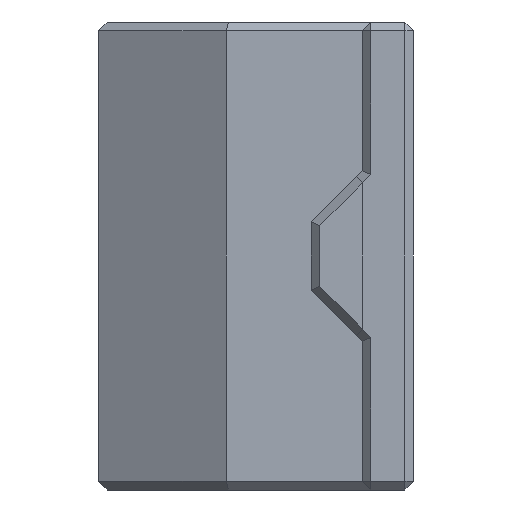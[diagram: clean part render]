
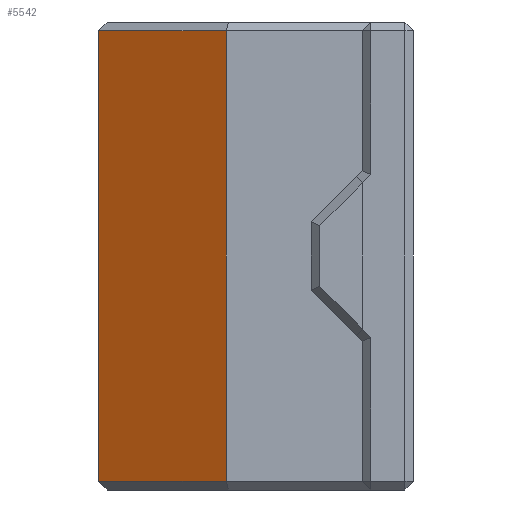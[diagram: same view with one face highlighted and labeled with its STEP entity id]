
A CAD part, left-side view. The second image highlights one B-rep face of the part: STEP entity #5542.
In plain terms, the highlighted planar face has unit normal (-0.858, 0.514, 0).
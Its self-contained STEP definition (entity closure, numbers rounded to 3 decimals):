
#1215 = PLANE('',#1216);
#1216 = AXIS2_PLACEMENT_3D('',#1217,#1218,#1219);
#1217 = CARTESIAN_POINT('',(-67.5,0.,-27.5));
#1218 = DIRECTION('',(1.,0.,0.));
#1219 = DIRECTION('',(0.,-1.,0.));
#1503 = PLANE('',#1504);
#1504 = AXIS2_PLACEMENT_3D('',#1505,#1506,#1507);
#1505 = CARTESIAN_POINT('',(-58.071,14.743,27.));
#1506 = DIRECTION('',(0.606,-0.364,-0.707));
#1507 = DIRECTION('',(-0.514,-0.857,
    0.));
#2008 = PLANE('',#2009);
#2009 = AXIS2_PLACEMENT_3D('',#2010,#2011,#2012);
#2010 = CARTESIAN_POINT('',(-58.071,14.743,-27.));
#2011 = DIRECTION('',(-0.606,0.364,-0.707));
#2012 = DIRECTION('',(-0.514,-0.857,0.
    ));
#2989 = EDGE_CURVE('',#2990,#2992,#2994,.T.);
#2990 = VERTEX_POINT('',#2991);
#2991 = CARTESIAN_POINT('',(-67.5,0.,-26.5));
#2992 = VERTEX_POINT('',#2993);
#2993 = CARTESIAN_POINT('',(-67.5,0.,26.5));
#2994 = SURFACE_CURVE('',#2995,(#2999,#3006),.PCURVE_S1.);
#2995 = LINE('',#2996,#2997);
#2996 = CARTESIAN_POINT('',(-67.5,0.,-27.5));
#2997 = VECTOR('',#2998,1.);
#2998 = DIRECTION('',(0.,0.,1.));
#2999 = PCURVE('',#1215,#3000);
#3000 = DEFINITIONAL_REPRESENTATION('',(#3001),#3005);
#3001 = LINE('',#3002,#3003);
#3002 = CARTESIAN_POINT('',(0.,0.));
#3003 = VECTOR('',#3004,1.);
#3004 = DIRECTION('',(0.,-1.));
#3005 = ( GEOMETRIC_REPRESENTATION_CONTEXT(2) 
PARAMETRIC_REPRESENTATION_CONTEXT() REPRESENTATION_CONTEXT('2D SPACE',''
  ) );
#3006 = PCURVE('',#3007,#3012);
#3007 = PLANE('',#3008);
#3008 = AXIS2_PLACEMENT_3D('',#3009,#3010,#3011);
#3009 = CARTESIAN_POINT('',(-58.5,15.,-27.5));
#3010 = DIRECTION('',(0.857,-0.514,0.));
#3011 = DIRECTION('',(-0.514,-0.857,0.));
#3012 = DEFINITIONAL_REPRESENTATION('',(#3013),#3017);
#3013 = LINE('',#3014,#3015);
#3014 = CARTESIAN_POINT('',(17.493,-0.));
#3015 = VECTOR('',#3016,1.);
#3016 = DIRECTION('',(0.,-1.));
#3017 = ( GEOMETRIC_REPRESENTATION_CONTEXT(2) 
PARAMETRIC_REPRESENTATION_CONTEXT() REPRESENTATION_CONTEXT('2D SPACE',''
  ) );
#3386 = VERTEX_POINT('',#3387);
#3387 = CARTESIAN_POINT('',(-58.5,15.,26.5));
#3401 = PLANE('',#3402);
#3402 = AXIS2_PLACEMENT_3D('',#3403,#3404,#3405);
#3403 = CARTESIAN_POINT('',(-41.5,15.,-27.5));
#3404 = DIRECTION('',(0.,-1.,0.));
#3405 = DIRECTION('',(-1.,0.,0.));
#3515 = EDGE_CURVE('',#3386,#2992,#3516,.T.);
#3516 = SURFACE_CURVE('',#3517,(#3521,#3528),.PCURVE_S1.);
#3517 = LINE('',#3518,#3519);
#3518 = CARTESIAN_POINT('',(-58.5,15.,26.5));
#3519 = VECTOR('',#3520,1.);
#3520 = DIRECTION('',(-0.514,-0.857,0.));
#3521 = PCURVE('',#1503,#3522);
#3522 = DEFINITIONAL_REPRESENTATION('',(#3523),#3527);
#3523 = LINE('',#3524,#3525);
#3524 = CARTESIAN_POINT('',(0.,0.707));
#3525 = VECTOR('',#3526,1.);
#3526 = DIRECTION('',(1.,0.));
#3527 = ( GEOMETRIC_REPRESENTATION_CONTEXT(2) 
PARAMETRIC_REPRESENTATION_CONTEXT() REPRESENTATION_CONTEXT('2D SPACE',''
  ) );
#3528 = PCURVE('',#3007,#3529);
#3529 = DEFINITIONAL_REPRESENTATION('',(#3530),#3534);
#3530 = LINE('',#3531,#3532);
#3531 = CARTESIAN_POINT('',(0.,-54.));
#3532 = VECTOR('',#3533,1.);
#3533 = DIRECTION('',(1.,-0.));
#3534 = ( GEOMETRIC_REPRESENTATION_CONTEXT(2) 
PARAMETRIC_REPRESENTATION_CONTEXT() REPRESENTATION_CONTEXT('2D SPACE',''
  ) );
#4166 = VERTEX_POINT('',#4167);
#4167 = CARTESIAN_POINT('',(-58.5,15.,-26.5));
#4290 = EDGE_CURVE('',#4166,#2990,#4291,.T.);
#4291 = SURFACE_CURVE('',#4292,(#4296,#4303),.PCURVE_S1.);
#4292 = LINE('',#4293,#4294);
#4293 = CARTESIAN_POINT('',(-58.5,15.,-26.5));
#4294 = VECTOR('',#4295,1.);
#4295 = DIRECTION('',(-0.514,-0.857,0.));
#4296 = PCURVE('',#2008,#4297);
#4297 = DEFINITIONAL_REPRESENTATION('',(#4298),#4302);
#4298 = LINE('',#4299,#4300);
#4299 = CARTESIAN_POINT('',(0.,0.707));
#4300 = VECTOR('',#4301,1.);
#4301 = DIRECTION('',(1.,0.));
#4302 = ( GEOMETRIC_REPRESENTATION_CONTEXT(2) 
PARAMETRIC_REPRESENTATION_CONTEXT() REPRESENTATION_CONTEXT('2D SPACE',''
  ) );
#4303 = PCURVE('',#3007,#4304);
#4304 = DEFINITIONAL_REPRESENTATION('',(#4305),#4309);
#4305 = LINE('',#4306,#4307);
#4306 = CARTESIAN_POINT('',(0.,-1.));
#4307 = VECTOR('',#4308,1.);
#4308 = DIRECTION('',(1.,-0.));
#4309 = ( GEOMETRIC_REPRESENTATION_CONTEXT(2) 
PARAMETRIC_REPRESENTATION_CONTEXT() REPRESENTATION_CONTEXT('2D SPACE',''
  ) );
#5542 = ADVANCED_FACE('',(#5543),#3007,.F.);
#5543 = FACE_BOUND('',#5544,.F.);
#5544 = EDGE_LOOP('',(#5545,#5566,#5567,#5568));
#5545 = ORIENTED_EDGE('',*,*,#5546,.T.);
#5546 = EDGE_CURVE('',#4166,#3386,#5547,.T.);
#5547 = SURFACE_CURVE('',#5548,(#5552,#5559),.PCURVE_S1.);
#5548 = LINE('',#5549,#5550);
#5549 = CARTESIAN_POINT('',(-58.5,15.,-27.5));
#5550 = VECTOR('',#5551,1.);
#5551 = DIRECTION('',(0.,0.,1.));
#5552 = PCURVE('',#3007,#5553);
#5553 = DEFINITIONAL_REPRESENTATION('',(#5554),#5558);
#5554 = LINE('',#5555,#5556);
#5555 = CARTESIAN_POINT('',(0.,0.));
#5556 = VECTOR('',#5557,1.);
#5557 = DIRECTION('',(0.,-1.));
#5558 = ( GEOMETRIC_REPRESENTATION_CONTEXT(2) 
PARAMETRIC_REPRESENTATION_CONTEXT() REPRESENTATION_CONTEXT('2D SPACE',''
  ) );
#5559 = PCURVE('',#3401,#5560);
#5560 = DEFINITIONAL_REPRESENTATION('',(#5561),#5565);
#5561 = LINE('',#5562,#5563);
#5562 = CARTESIAN_POINT('',(17.,0.));
#5563 = VECTOR('',#5564,1.);
#5564 = DIRECTION('',(0.,-1.));
#5565 = ( GEOMETRIC_REPRESENTATION_CONTEXT(2) 
PARAMETRIC_REPRESENTATION_CONTEXT() REPRESENTATION_CONTEXT('2D SPACE',''
  ) );
#5566 = ORIENTED_EDGE('',*,*,#3515,.T.);
#5567 = ORIENTED_EDGE('',*,*,#2989,.F.);
#5568 = ORIENTED_EDGE('',*,*,#4290,.F.);
